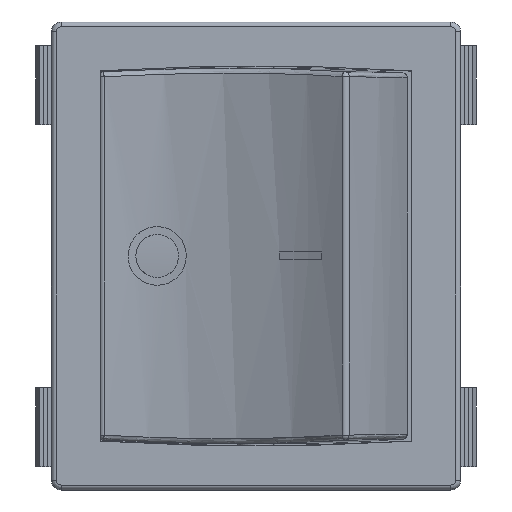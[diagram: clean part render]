
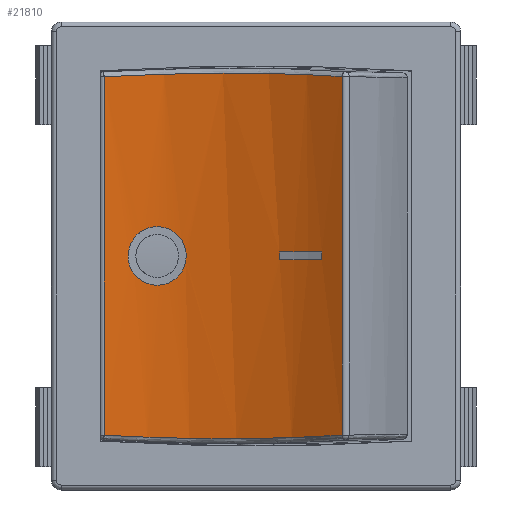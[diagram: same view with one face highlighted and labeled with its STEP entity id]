
A CAD part, top view. The second image highlights one B-rep face of the part: STEP entity #21810.
In plain terms, the highlighted cylindrical face has radius 18.314 mm (diameter 36.628 mm), a partial arc.
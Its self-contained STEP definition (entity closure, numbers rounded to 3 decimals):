
#842=B_SPLINE_CURVE_WITH_KNOTS('',3,(#36939,#36940,#36941,#36942,#36943),
 .UNSPECIFIED.,.F.,.F.,(4,1,4),(-1.476,-0.719,-0.151),
 .UNSPECIFIED.);
#843=B_SPLINE_CURVE_WITH_KNOTS('',3,(#36994,#36995,#36996,#36997,#36998),
 .UNSPECIFIED.,.F.,.F.,(4,1,4),(-1.476,-0.719,-0.151),
 .UNSPECIFIED.);
#844=B_SPLINE_CURVE_WITH_KNOTS('',3,(#37038,#37039,#37040,#37041,#37042,
#37043,#37044,#37045,#37046,#37047),.UNSPECIFIED.,.T.,.F.,(4,1,1,1,1,1,
1,4),(-3.142,-2.244,-1.346,-0.449,
0.449,1.346,2.244,3.142),
 .UNSPECIFIED.);
#934=FACE_BOUND('',#4038,.T.);
#935=FACE_BOUND('',#4039,.T.);
#2811=FACE_OUTER_BOUND('',#4037,.T.);
#4037=EDGE_LOOP('',(#20036,#20037,#20038,#20039));
#4038=EDGE_LOOP('',(#20040,#20041,#20042,#20043));
#4039=EDGE_LOOP('',(#20044));
#4238=CIRCLE('',#22780,18.314);
#4239=CIRCLE('',#22781,18.314);
#6525=LINE('',#37003,#9002);
#6526=LINE('',#37028,#9003);
#6527=LINE('',#37031,#9004);
#6528=LINE('',#37035,#9005);
#9002=VECTOR('',#26848,10.);
#9003=VECTOR('',#26857,10.);
#9004=VECTOR('',#26858,10.);
#9005=VECTOR('',#26861,10.);
#11151=VERTEX_POINT('',#36936);
#11152=VERTEX_POINT('',#36938);
#11153=VERTEX_POINT('',#36991);
#11154=VERTEX_POINT('',#36993);
#11155=VERTEX_POINT('',#37029);
#11156=VERTEX_POINT('',#37030);
#11157=VERTEX_POINT('',#37032);
#11158=VERTEX_POINT('',#37034);
#11159=VERTEX_POINT('',#37037);
#14181=EDGE_CURVE('',#11151,#11152,#842,.T.);
#14185=EDGE_CURVE('',#11153,#11154,#843,.T.);
#14189=EDGE_CURVE('',#11152,#11153,#6525,.T.);
#14191=EDGE_CURVE('',#11154,#11151,#6526,.T.);
#14192=EDGE_CURVE('',#11155,#11156,#6527,.T.);
#14193=EDGE_CURVE('',#11156,#11157,#4238,.T.);
#14194=EDGE_CURVE('',#11157,#11158,#6528,.T.);
#14195=EDGE_CURVE('',#11158,#11155,#4239,.T.);
#14196=EDGE_CURVE('',#11159,#11159,#844,.T.);
#20036=ORIENTED_EDGE('',*,*,#14189,.F.);
#20037=ORIENTED_EDGE('',*,*,#14181,.F.);
#20038=ORIENTED_EDGE('',*,*,#14191,.F.);
#20039=ORIENTED_EDGE('',*,*,#14185,.F.);
#20040=ORIENTED_EDGE('',*,*,#14192,.T.);
#20041=ORIENTED_EDGE('',*,*,#14193,.T.);
#20042=ORIENTED_EDGE('',*,*,#14194,.T.);
#20043=ORIENTED_EDGE('',*,*,#14195,.T.);
#20044=ORIENTED_EDGE('',*,*,#14196,.T.);
#20755=CYLINDRICAL_SURFACE('',#22779,18.314);
#21810=ADVANCED_FACE('',(#2811,#934,#935),#20755,.F.);
#22779=AXIS2_PLACEMENT_3D('',#37027,#26855,#26856);
#22780=AXIS2_PLACEMENT_3D('',#37033,#26859,#26860);
#22781=AXIS2_PLACEMENT_3D('',#37036,#26862,#26863);
#26848=DIRECTION('',(0.,-1.,0.));
#26855=DIRECTION('center_axis',(0.,-1.,0.));
#26856=DIRECTION('ref_axis',(0.069,0.,0.998));
#26857=DIRECTION('',(0.,1.,0.));
#26858=DIRECTION('',(0.,1.,0.));
#26859=DIRECTION('center_axis',(0.,-1.,0.));
#26860=DIRECTION('ref_axis',(0.069,0.,0.998));
#26861=DIRECTION('',(0.,-1.,0.));
#26862=DIRECTION('center_axis',(0.,1.,0.));
#26863=DIRECTION('ref_axis',(0.069,0.,0.998));
#36936=CARTESIAN_POINT('',(-7.793,9.195,17.34));
#36938=CARTESIAN_POINT('',(4.416,9.195,21.148));
#36939=CARTESIAN_POINT('Ctrl Pts',(-7.793,9.195,17.34));
#36940=CARTESIAN_POINT('Ctrl Pts',(-5.31,9.326,17.205));
#36941=CARTESIAN_POINT('Ctrl Pts',(-0.912,9.44,17.867));
#36942=CARTESIAN_POINT('Ctrl Pts',(2.942,9.293,20.006));
#36943=CARTESIAN_POINT('Ctrl Pts',(4.416,9.195,21.148));
#36991=CARTESIAN_POINT('',(4.416,-9.195,21.148));
#36993=CARTESIAN_POINT('',(-7.793,-9.195,17.34));
#36994=CARTESIAN_POINT('Ctrl Pts',(4.416,-9.195,21.148));
#36995=CARTESIAN_POINT('Ctrl Pts',(2.45,-9.326,19.625));
#36996=CARTESIAN_POINT('Ctrl Pts',(-1.544,-9.44,
17.67));
#36997=CARTESIAN_POINT('Ctrl Pts',(-5.931,-9.293,
17.239));
#36998=CARTESIAN_POINT('Ctrl Pts',(-7.793,-9.195,17.34));
#37003=CARTESIAN_POINT('',(4.416,0.,21.148));
#37027=CARTESIAN_POINT('Origin',(-6.798,0.,
35.627));
#37028=CARTESIAN_POINT('',(-7.793,0.,17.34));
#37029=CARTESIAN_POINT('',(1.209,-0.2,19.156));
#37030=CARTESIAN_POINT('',(1.209,0.2,19.156));
#37031=CARTESIAN_POINT('',(1.209,0.,19.156));
#37032=CARTESIAN_POINT('',(3.376,0.2,20.399));
#37033=CARTESIAN_POINT('Origin',(-6.798,0.2,35.627));
#37034=CARTESIAN_POINT('',(3.376,-0.2,20.399));
#37035=CARTESIAN_POINT('',(3.376,0.,20.399));
#37036=CARTESIAN_POINT('Origin',(-6.798,-0.2,35.627));
#37037=CARTESIAN_POINT('',(-6.561,0.,17.315));
#37038=CARTESIAN_POINT('Ctrl Pts',(-6.561,0.,
17.315));
#37039=CARTESIAN_POINT('Ctrl Pts',(-6.561,0.449,17.315));
#37040=CARTESIAN_POINT('Ctrl Pts',(-6.132,1.343,17.313));
#37041=CARTESIAN_POINT('Ctrl Pts',(-4.682,1.673,17.415));
#37042=CARTESIAN_POINT('Ctrl Pts',(-3.53,0.745,
17.606));
#37043=CARTESIAN_POINT('Ctrl Pts',(-3.533,-0.744,
17.605));
#37044=CARTESIAN_POINT('Ctrl Pts',(-4.681,-1.676,
17.414));
#37045=CARTESIAN_POINT('Ctrl Pts',(-6.132,-1.341,
17.313));
#37046=CARTESIAN_POINT('Ctrl Pts',(-6.561,-0.449,
17.315));
#37047=CARTESIAN_POINT('Ctrl Pts',(-6.561,0.,
17.315));
